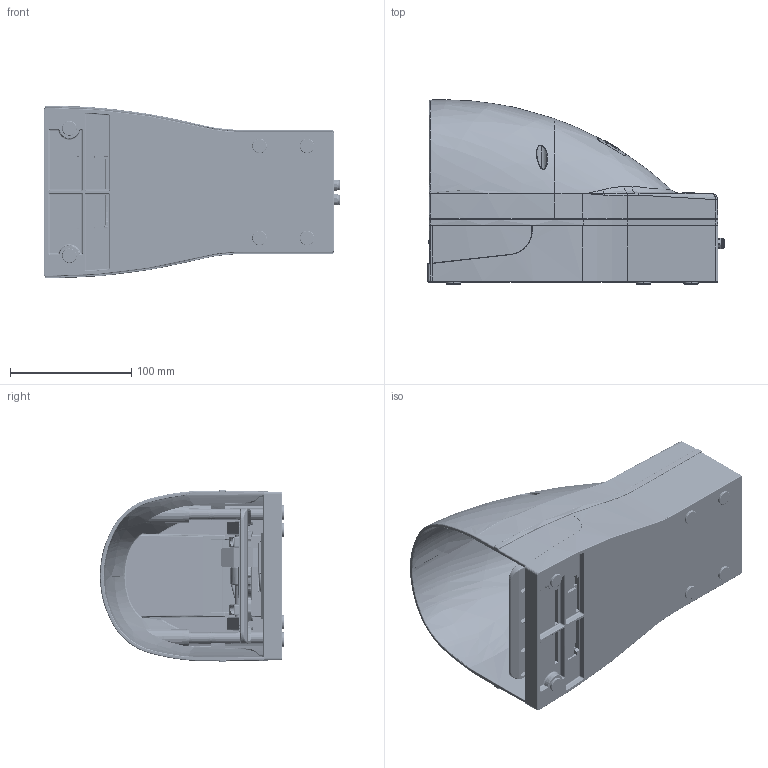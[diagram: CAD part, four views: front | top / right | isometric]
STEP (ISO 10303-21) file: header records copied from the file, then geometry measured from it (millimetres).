
FILE_DESCRIPTION(( '504 S DESP.STEP' ), '1');
FILE_NAME( '504 S DESP.STEP', '2019-03-04T12:04:45',( 'Sopra'),('sopra-pneumatic.com'), 'SwSTEP 2.0','SolidWorks 2009','' );
FILE_SCHEMA (( 'AUTOMOTIVE_DESIGN' ));
Length unit declared in the file: millimetre
Products named in the file (1): 8_305_4ng
Bounding box: 244.2 x 151.85 x 142.41 mm (x, y, z)
Volume: 661375.7 mm3; surface area: 330666.6 mm2
Topology: 21 solids, 21 shells, 4244 faces, 10702 edges, 6388 vertices
Faces by surface type: cylinder 1436, plane 1039, bspline 1032, cone 568, sphere 89, torus 80
Entity records: 257742 total; most frequent: CARTESIAN_POINT 156845, ORIENTED_EDGE 20994, DIRECTION 16406, EDGE_CURVE 10497, AXIS2_PLACEMENT_3D 6378, VERTEX_POINT 6377, EDGE_LOOP 4362, ADVANCED_FACE 4244
